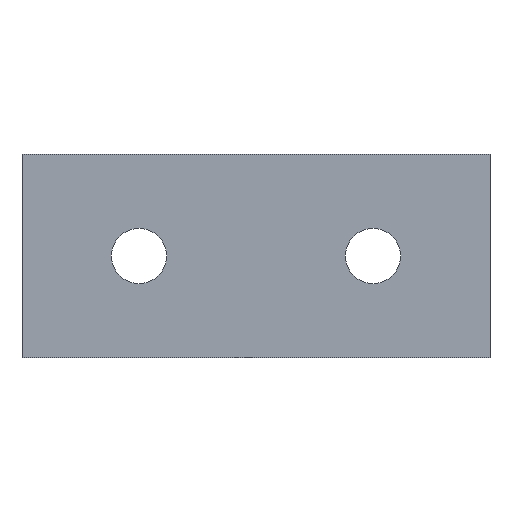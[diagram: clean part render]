
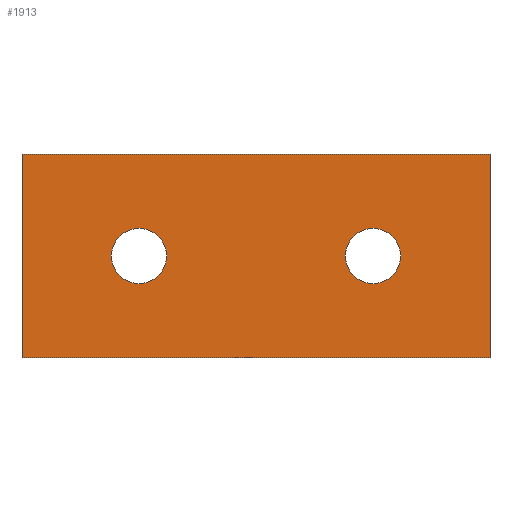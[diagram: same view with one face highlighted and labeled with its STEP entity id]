
A CAD part, front view. The second image highlights one B-rep face of the part: STEP entity #1913.
In plain terms, the highlighted planar face has unit normal (0, -1, 0).
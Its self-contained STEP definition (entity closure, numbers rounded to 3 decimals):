
#18 = CIRCLE ( 'NONE', #1339, 4.5 ) ;
#48 = AXIS2_PLACEMENT_3D ( 'NONE', #517, #1696, #201 ) ;
#58 = VERTEX_POINT ( 'NONE', #1161 ) ;
#86 = VECTOR ( 'NONE', #386, 1000. ) ;
#120 = CARTESIAN_POINT ( 'NONE',  ( 0., 0., 16.6 ) ) ;
#144 = VECTOR ( 'NONE', #913, 1000. ) ;
#147 = DIRECTION ( 'NONE',  ( 0., 0., 1. ) ) ;
#166 = VECTOR ( 'NONE', #1606, 1000. ) ;
#181 = CARTESIAN_POINT ( 'NONE',  ( 52.65, 0., 0. ) ) ;
#201 = DIRECTION ( 'NONE',  ( 0., 0., 1. ) ) ;
#236 = EDGE_CURVE ( 'NONE', #819, #1872, #1226, .T. ) ;
#240 = CARTESIAN_POINT ( 'NONE',  ( 76.2, 0., 16.6 ) ) ;
#259 = EDGE_CURVE ( 'NONE', #879, #885, #18, .T. ) ;
#277 = DIRECTION ( 'NONE',  ( 1., 0., 0. ) ) ;
#287 = CIRCLE ( 'NONE', #1648, 4.5 ) ;
#307 = CARTESIAN_POINT ( 'NONE',  ( 61.65, 0., 0. ) ) ;
#310 = ORIENTED_EDGE ( 'NONE', *, *, #259, .T. ) ;
#326 = DIRECTION ( 'NONE',  ( 0., 1., 0. ) ) ;
#337 = FACE_OUTER_BOUND ( 'NONE', #748, .T. ) ;
#347 = CARTESIAN_POINT ( 'NONE',  ( 0., 0., 16.6 ) ) ;
#352 = AXIS2_PLACEMENT_3D ( 'NONE', #467, #326, #583 ) ;
#360 = ORIENTED_EDGE ( 'NONE', *, *, #1254, .T. ) ;
#386 = DIRECTION ( 'NONE',  ( 1., 0., 0. ) ) ;
#406 = EDGE_LOOP ( 'NONE', ( #310, #960 ) ) ;
#423 = CARTESIAN_POINT ( 'NONE',  ( 0., 0., -16.6 ) ) ;
#467 = CARTESIAN_POINT ( 'NONE',  ( 57.15, 0., 0. ) ) ;
#498 = DIRECTION ( 'NONE',  ( 1., 0., 0. ) ) ;
#517 = CARTESIAN_POINT ( 'NONE',  ( 19.05, 0., 0. ) ) ;
#583 = DIRECTION ( 'NONE',  ( 0., 0., 1. ) ) ;
#604 = CARTESIAN_POINT ( 'NONE',  ( 0., 0., 16.6 ) ) ;
#614 = FACE_BOUND ( 'NONE', #406, .T. ) ;
#633 = FACE_BOUND ( 'NONE', #1319, .T. ) ;
#710 = EDGE_CURVE ( 'NONE', #1942, #819, #1338, .T. ) ;
#748 = EDGE_LOOP ( 'NONE', ( #1945, #822, #1321, #360 ) ) ;
#768 = CARTESIAN_POINT ( 'NONE',  ( 14.55, 0., 0. ) ) ;
#783 = DIRECTION ( 'NONE',  ( 0., 1., 0. ) ) ;
#786 = CIRCLE ( 'NONE', #352, 4.5 ) ;
#819 = VERTEX_POINT ( 'NONE', #240 ) ;
#822 = ORIENTED_EDGE ( 'NONE', *, *, #236, .F. ) ;
#879 = VERTEX_POINT ( 'NONE', #768 ) ;
#885 = VERTEX_POINT ( 'NONE', #896 ) ;
#893 = DIRECTION ( 'NONE',  ( 0., 1., 0. ) ) ;
#894 = CARTESIAN_POINT ( 'NONE',  ( 19.05, 0., 0. ) ) ;
#896 = CARTESIAN_POINT ( 'NONE',  ( 23.55, 0., 0. ) ) ;
#902 = CARTESIAN_POINT ( 'NONE',  ( 57.15, 0., 0. ) ) ;
#913 = DIRECTION ( 'NONE',  ( 0., 0., -1. ) ) ;
#947 = VERTEX_POINT ( 'NONE', #181 ) ;
#951 = CARTESIAN_POINT ( 'NONE',  ( 76.2, 0., -16.6 ) ) ;
#960 = ORIENTED_EDGE ( 'NONE', *, *, #1065, .T. ) ;
#989 = CIRCLE ( 'NONE', #48, 4.5 ) ;
#1021 = LINE ( 'NONE', #423, #1550 ) ;
#1033 = CARTESIAN_POINT ( 'NONE',  ( 0., 0., 16.6 ) ) ;
#1065 = EDGE_CURVE ( 'NONE', #885, #879, #989, .T. ) ;
#1161 = CARTESIAN_POINT ( 'NONE',  ( 0., 0., -16.6 ) ) ;
#1208 = AXIS2_PLACEMENT_3D ( 'NONE', #604, #783, #498 ) ;
#1226 = LINE ( 'NONE', #1486, #144 ) ;
#1254 = EDGE_CURVE ( 'NONE', #1942, #58, #1613, .T. ) ;
#1267 = EDGE_CURVE ( 'NONE', #58, #1872, #1021, .T. ) ;
#1319 = EDGE_LOOP ( 'NONE', ( #1647, #1608 ) ) ;
#1321 = ORIENTED_EDGE ( 'NONE', *, *, #710, .F. ) ;
#1324 = EDGE_CURVE ( 'NONE', #947, #1831, #287, .T. ) ;
#1338 = LINE ( 'NONE', #120, #86 ) ;
#1339 = AXIS2_PLACEMENT_3D ( 'NONE', #894, #1497, #147 ) ;
#1376 = DIRECTION ( 'NONE',  ( 0., 0., 1. ) ) ;
#1410 = EDGE_CURVE ( 'NONE', #1831, #947, #786, .T. ) ;
#1486 = CARTESIAN_POINT ( 'NONE',  ( 76.2, 0., 16.6 ) ) ;
#1497 = DIRECTION ( 'NONE',  ( 0., 1., 0. ) ) ;
#1550 = VECTOR ( 'NONE', #277, 1000. ) ;
#1606 = DIRECTION ( 'NONE',  ( 0., 0., -1. ) ) ;
#1608 = ORIENTED_EDGE ( 'NONE', *, *, #1410, .T. ) ;
#1613 = LINE ( 'NONE', #1033, #166 ) ;
#1647 = ORIENTED_EDGE ( 'NONE', *, *, #1324, .T. ) ;
#1648 = AXIS2_PLACEMENT_3D ( 'NONE', #902, #893, #1376 ) ;
#1696 = DIRECTION ( 'NONE',  ( 0., 1., 0. ) ) ;
#1831 = VERTEX_POINT ( 'NONE', #307 ) ;
#1859 = PLANE ( 'NONE',  #1208 ) ;
#1872 = VERTEX_POINT ( 'NONE', #951 ) ;
#1913 = ADVANCED_FACE ( 'NONE', ( #614, #633, #337 ), #1859, .F. ) ;
#1942 = VERTEX_POINT ( 'NONE', #347 ) ;
#1945 = ORIENTED_EDGE ( 'NONE', *, *, #1267, .T. ) ;
